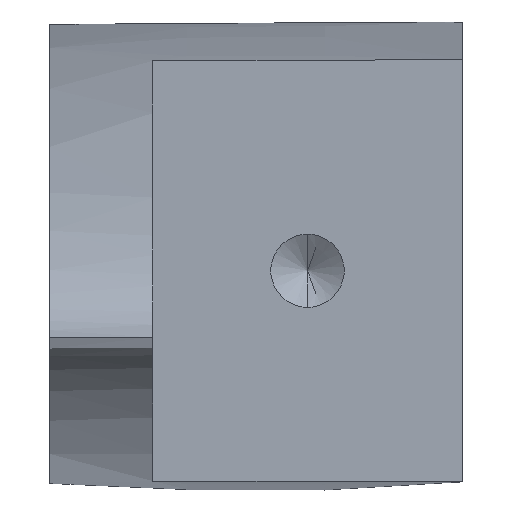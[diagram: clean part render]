
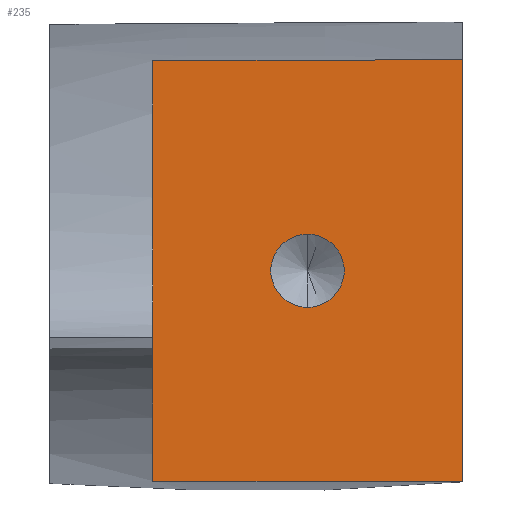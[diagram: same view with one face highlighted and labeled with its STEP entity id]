
A CAD part, left-side view. The second image highlights one B-rep face of the part: STEP entity #235.
In plain terms, the highlighted planar face has unit normal (-1, 0, 0).
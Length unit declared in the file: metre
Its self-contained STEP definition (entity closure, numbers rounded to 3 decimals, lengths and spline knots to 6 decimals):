
#14 = AXIS2_PLACEMENT_3D ( 'NONE', #45, #656, #1876 ) ;
#23 = PLANE ( 'NONE',  #14 ) ;
#29 = CARTESIAN_POINT ( 'NONE',  ( 0.021662, -0.009525, 0.008537 ) ) ;
#45 = CARTESIAN_POINT ( 'NONE',  ( 0.021663, -0.009525, 0.02 ) ) ;
#63 = CARTESIAN_POINT ( 'NONE',  ( 0.021663, 0., 0.008502 ) ) ;
#80 = CARTESIAN_POINT ( 'NONE',  ( 0.021663, -0.004763, 0.000901 ) ) ;
#144 = FACE_OUTER_BOUND ( 'NONE', #730, .T. ) ;
#235 = ADVANCED_FACE ( 'NONE', ( #1530, #144 ), #23, .F. ) ;
#236 = VECTOR ( 'NONE', #1583, 1. ) ;
#290 = VERTEX_POINT ( 'NONE', #1275 ) ;
#298 = AXIS2_PLACEMENT_3D ( 'NONE', #1122, #381, #1131 ) ;
#311 = ORIENTED_EDGE ( 'NONE', *, *, #920, .T. ) ;
#338 = VECTOR ( 'NONE', #1752, 1. ) ;
#381 = DIRECTION ( 'NONE',  ( 1., 0., 0. ) ) ;
#420 = EDGE_CURVE ( 'NONE', #740, #913, #1474, .T. ) ;
#577 = ORIENTED_EDGE ( 'NONE', *, *, #1319, .T. ) ;
#621 = ORIENTED_EDGE ( 'NONE', *, *, #1495, .F. ) ;
#656 = DIRECTION ( 'NONE',  ( 1., 0., 0. ) ) ;
#730 = EDGE_LOOP ( 'NONE', ( #1664, #621, #577, #1565 ) ) ;
#734 = CARTESIAN_POINT ( 'NONE',  ( 0.021662, -0.009525, -0.004474 ) ) ;
#740 = VERTEX_POINT ( 'NONE', #1343 ) ;
#781 = ORIENTED_EDGE ( 'NONE', *, *, #1618, .T. ) ;
#899 = CARTESIAN_POINT ( 'NONE',  ( 0.021663, 0., 0.008502 ) ) ;
#913 = VERTEX_POINT ( 'NONE', #63 ) ;
#920 = EDGE_CURVE ( 'NONE', #1646, #290, #1175, .T. ) ;
#983 = LINE ( 'NONE', #1430, #236 ) ;
#989 = CARTESIAN_POINT ( 'NONE',  ( 0.021662, -0.009525, -0.004474 ) ) ;
#1108 = CARTESIAN_POINT ( 'NONE',  ( 0.021663, -0.003175, 0.008514 ) ) ;
#1122 = CARTESIAN_POINT ( 'NONE',  ( 0.021663, -0.004763, 0.002031 ) ) ;
#1131 = DIRECTION ( 'NONE',  ( 0., 0., -1. ) ) ;
#1132 = CARTESIAN_POINT ( 'NONE',  ( 0.021663, 0., 0.02 ) ) ;
#1133 = B_SPLINE_CURVE_WITH_KNOTS ( 'NONE', 3,
 ( #1920, #1287, #1910, #989 ),
 .UNSPECIFIED., .F., .F.,
 ( 4, 4 ),
 ( 0., 0.009525 ),
 .UNSPECIFIED. ) ;
#1175 = CIRCLE ( 'NONE', #298, 0.00113 ) ;
#1260 = CARTESIAN_POINT ( 'NONE',  ( 0.021663, -0.00635, 0.008525 ) ) ;
#1275 = CARTESIAN_POINT ( 'NONE',  ( 0.021663, -0.004763, 0.003162 ) ) ;
#1287 = CARTESIAN_POINT ( 'NONE',  ( 0.021663, -0.003175, -0.004458 ) ) ;
#1291 = CARTESIAN_POINT ( 'NONE',  ( 0.021662, -0.009525, 0.008537 ) ) ;
#1298 = B_SPLINE_CURVE_WITH_KNOTS ( 'NONE', 3,
 ( #29, #1260, #1108, #899 ),
 .UNSPECIFIED., .F., .F.,
 ( 4, 4 ),
 ( 0., 0.009525 ),
 .UNSPECIFIED. ) ;
#1319 = EDGE_CURVE ( 'NONE', #1425, #913, #1298, .T. ) ;
#1343 = CARTESIAN_POINT ( 'NONE',  ( 0.021663, 0., -0.00445 ) ) ;
#1425 = VERTEX_POINT ( 'NONE', #1291 ) ;
#1430 = CARTESIAN_POINT ( 'NONE',  ( 0.021663, -0.009525, 0. ) ) ;
#1474 = LINE ( 'NONE', #1132, #338 ) ;
#1495 = EDGE_CURVE ( 'NONE', #1425, #1708, #983, .T. ) ;
#1530 = FACE_BOUND ( 'NONE', #1541, .T. ) ;
#1541 = EDGE_LOOP ( 'NONE', ( #311, #781 ) ) ;
#1565 = ORIENTED_EDGE ( 'NONE', *, *, #420, .F. ) ;
#1583 = DIRECTION ( 'NONE',  ( 0., 0., -1. ) ) ;
#1592 = AXIS2_PLACEMENT_3D ( 'NONE', #1894, #1594, #1603 ) ;
#1594 = DIRECTION ( 'NONE',  ( 1., 0., 0. ) ) ;
#1603 = DIRECTION ( 'NONE',  ( 0., 0., -1. ) ) ;
#1618 = EDGE_CURVE ( 'NONE', #290, #1646, #1654, .T. ) ;
#1646 = VERTEX_POINT ( 'NONE', #80 ) ;
#1654 = CIRCLE ( 'NONE', #1592, 0.00113 ) ;
#1664 = ORIENTED_EDGE ( 'NONE', *, *, #1935, .T. ) ;
#1708 = VERTEX_POINT ( 'NONE', #734 ) ;
#1752 = DIRECTION ( 'NONE',  ( 0., 0., 1. ) ) ;
#1876 = DIRECTION ( 'NONE',  ( 0., 0., 1. ) ) ;
#1894 = CARTESIAN_POINT ( 'NONE',  ( 0.021663, -0.004763, 0.002031 ) ) ;
#1910 = CARTESIAN_POINT ( 'NONE',  ( 0.021663, -0.00635, -0.004466 ) ) ;
#1920 = CARTESIAN_POINT ( 'NONE',  ( 0.021663, 0., -0.00445 ) ) ;
#1935 = EDGE_CURVE ( 'NONE', #740, #1708, #1133, .T. ) ;
